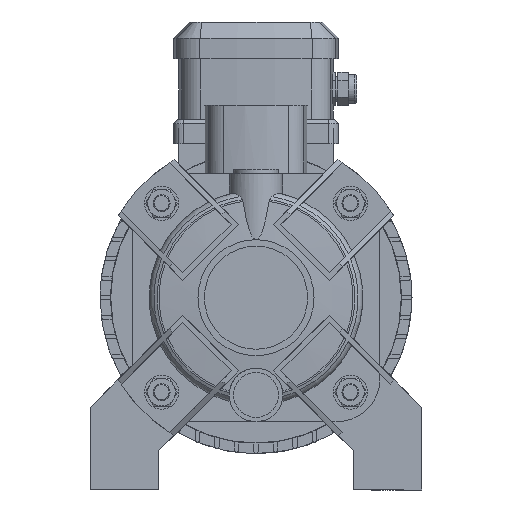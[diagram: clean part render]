
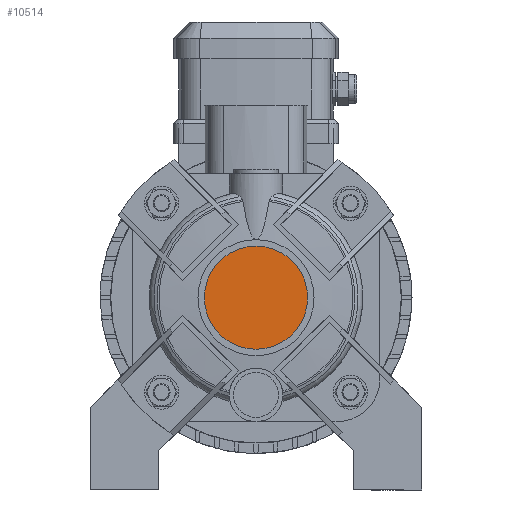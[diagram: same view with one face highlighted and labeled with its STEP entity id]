
A CAD part, left-side view. The second image highlights one B-rep face of the part: STEP entity #10514.
In plain terms, the highlighted planar face has unit normal (-1, 0, 0).
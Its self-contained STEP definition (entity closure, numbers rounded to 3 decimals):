
#2146=PLANE('',#11324);
#2675=FACE_OUTER_BOUND('',#3351,.T.);
#3351=EDGE_LOOP('',(#7731));
#4080=CIRCLE('',#11325,24.15);
#4703=VERTEX_POINT('',#16678);
#5860=EDGE_CURVE('',#4703,#4703,#4080,.T.);
#7731=ORIENTED_EDGE('',*,*,#5860,.F.);
#10514=ADVANCED_FACE('',(#2675),#2146,.T.);
#11324=AXIS2_PLACEMENT_3D('',#16677,#12822,#12823);
#11325=AXIS2_PLACEMENT_3D('',#16679,#12824,#12825);
#12822=DIRECTION('center_axis',(-1.,0.,0.));
#12823=DIRECTION('ref_axis',(0.,0.,1.));
#12824=DIRECTION('center_axis',(1.,0.,0.));
#12825=DIRECTION('ref_axis',(0.,1.,0.));
#16677=CARTESIAN_POINT('Origin',(-173.3,25.65,90.));
#16678=CARTESIAN_POINT('',(-173.3,24.15,90.));
#16679=CARTESIAN_POINT('Origin',(-173.3,0.,90.));
